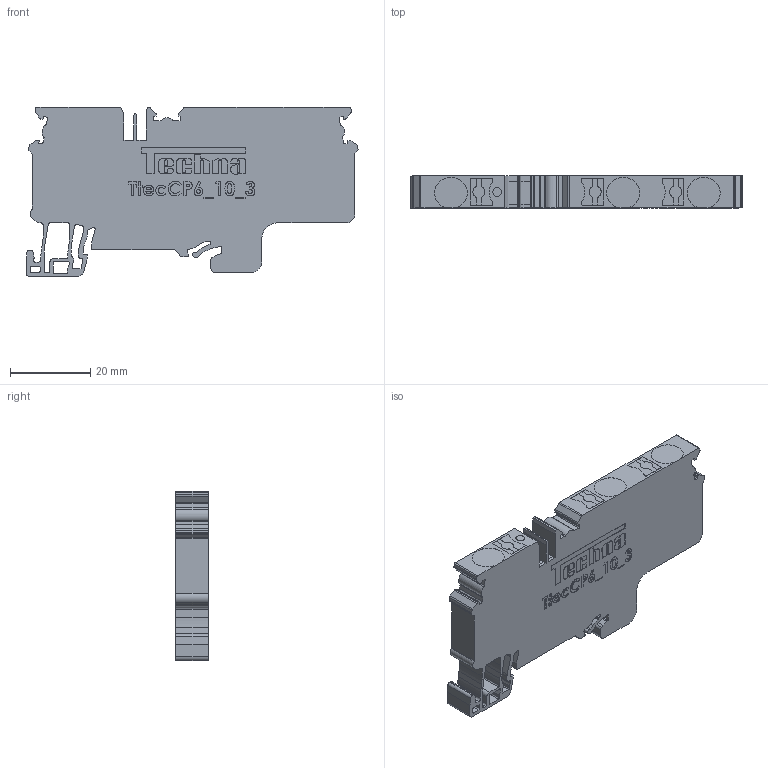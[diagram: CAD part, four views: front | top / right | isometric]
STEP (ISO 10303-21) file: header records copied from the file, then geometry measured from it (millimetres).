
FILE_DESCRIPTION (( 'STEP AP214' ), '1' );
FILE_NAME ('TtecCP6_10_3.STEP', '2020-10-20T07:12:30', ( '' ), ( '' ), 'SwSTEP 2.0', 'SolidWorks 2020', '' );
FILE_SCHEMA (( 'AUTOMOTIVE_DESIGN' ));
Length unit declared in the file: millimetre
Products named in the file (1): TtecCP6_10_3
Bounding box: 82.85 x 8 x 42.2 mm (x, y, z)
Volume: 21106.5 mm3; surface area: 8772.4 mm2
Topology: 1 solids, 1 shells, 882 faces, 2484 edges, 1656 vertices
Faces by surface type: plane 465, cylinder 293, bspline 124
Entity records: 41206 total; most frequent: CARTESIAN_POINT 12763, ORIENTED_EDGE 4968, DIRECTION 4340, EDGE_CURVE 2484, VERTEX_POINT 1656, VECTOR 1650, LINE 1650, AXIS2_PLACEMENT_3D 1345
